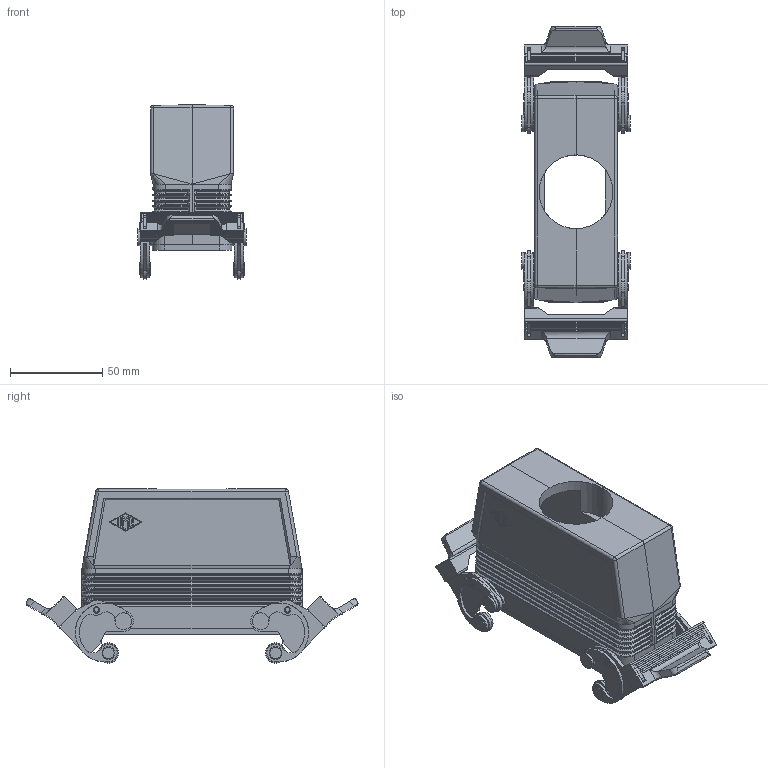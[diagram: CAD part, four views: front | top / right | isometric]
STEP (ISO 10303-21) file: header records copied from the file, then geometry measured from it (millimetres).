
FILE_DESCRIPTION(('Creo Elements/Direct Modeling STEP Export'),'2;1');
FILE_NAME('0ln7uvk45l4prk41592','2016-11-10T 9:39:29',(''),(''),'PTC Creo Elements/Direct Modeling STEP processor for AP214 (Solid Model)','PTC Creo Elements/Direct Modeling 19.0E 27-Jun-2016 (C) Parametric Technology GmbH','');
FILE_SCHEMA(('AUTOMOTIVE_DESIGN { 1 0 10303 214 1 1 1 1 }'));
Length unit declared in the file: millimetre
Products named in the file (2): MFV_24_G40
Assembly tree (1 placements, depth 2):
  MFV_24_G40
    MFV_24_G40
Bounding box: 58.8 x 179.97 x 94.45 mm (x, y, z)
Volume: 137666.7 mm3; surface area: 75694.7 mm2
Topology: 1 solids, 13 shells, 1267 faces, 3261 edges, 2062 vertices
Faces by surface type: plane 675, cylinder 408, torus 96, cone 64, bspline 20, sphere 4
Entity records: 48879 total; most frequent: CARTESIAN_POINT 9805, ORIENTED_EDGE 6508, DIRECTION 5596, EDGE_CURVE 3254, VERTEX_POINT 2062, AXIS2_PLACEMENT_3D 1946, VECTOR 1704, LINE 1704
